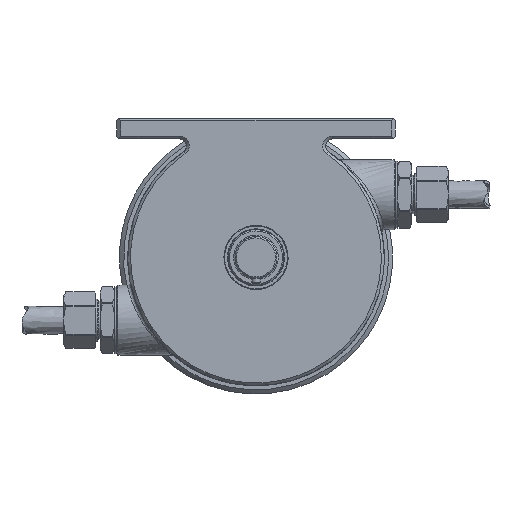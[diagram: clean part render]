
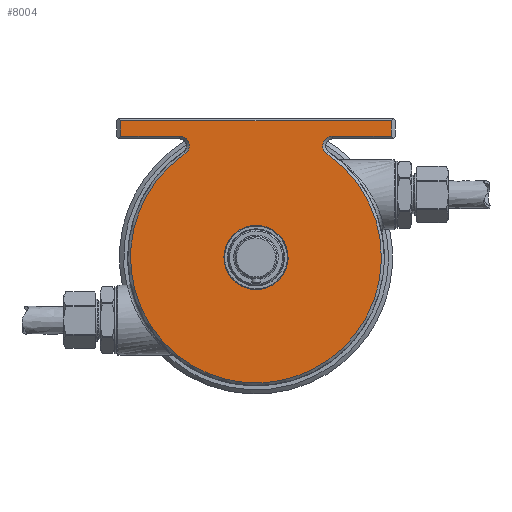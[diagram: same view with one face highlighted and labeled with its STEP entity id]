
A CAD part, front view. The second image highlights one B-rep face of the part: STEP entity #8004.
In plain terms, the highlighted free-form (B-spline) face has degree [1, 1] with [2, 2] control points.
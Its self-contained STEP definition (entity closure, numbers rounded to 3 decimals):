
#7835 = VERTEX_POINT('',#7836);
#7836 = CARTESIAN_POINT('',(-146.901,-131.859,
    34.507));
#7841 = EDGE_CURVE('',#7835,#7842,#7844,.T.);
#7842 = VERTEX_POINT('',#7843);
#7843 = CARTESIAN_POINT('',(-183.146,-131.859,
    34.507));
#7844 = B_SPLINE_CURVE_WITH_KNOTS('',1,(#7845,#7846),.UNSPECIFIED.,.F.,
  .F.,(2,2),(4.854,47.),.PIECEWISE_BEZIER_KNOTS.);
#7845 = CARTESIAN_POINT('',(-146.901,-131.859,
    34.507));
#7846 = CARTESIAN_POINT('',(-183.146,-131.859,
    34.507));
#7861 = EDGE_CURVE('',#7862,#7835,#7864,.T.);
#7862 = VERTEX_POINT('',#7863);
#7863 = CARTESIAN_POINT('',(-143.497,-131.859,
    23.522));
#7864 = ( BOUNDED_CURVE() B_SPLINE_CURVE(2,(#7865,#7866,#7867),
.UNSPECIFIED.,.F.,.F.) B_SPLINE_CURVE_WITH_KNOTS((3,3),(5.013,
7.553),.PIECEWISE_BEZIER_KNOTS.) CURVE() 
GEOMETRIC_REPRESENTATION_ITEM() RATIONAL_B_SPLINE_CURVE((1.,
0.296,1.)) REPRESENTATION_ITEM('') );
#7865 = CARTESIAN_POINT('',(-143.497,-131.859,
    23.522));
#7866 = CARTESIAN_POINT('',(-127.476,-131.859,
    34.507));
#7867 = CARTESIAN_POINT('',(-146.901,-131.859,
    34.507));
#7896 = VERTEX_POINT('',#7897);
#7897 = CARTESIAN_POINT('',(-55.955,-131.859,
    23.522));
#7902 = EDGE_CURVE('',#7896,#7862,#7903,.T.);
#7903 = ( BOUNDED_CURVE() B_SPLINE_CURVE(2,(#7904,#7905,#7906,#7907,
#7908),.UNSPECIFIED.,.F.,.F.) B_SPLINE_CURVE_WITH_KNOTS((3,2,3),(
    2.172,4.712,7.253),
.PIECEWISE_BEZIER_KNOTS.) CURVE() GEOMETRIC_REPRESENTATION_ITEM() 
RATIONAL_B_SPLINE_CURVE((1.,0.296,1.,0.296,1.)) 
REPRESENTATION_ITEM('') );
#7904 = CARTESIAN_POINT('',(-55.955,-131.859,
    23.522));
#7905 = CARTESIAN_POINT('',(150.024,-131.859,
    -117.714));
#7906 = CARTESIAN_POINT('',(-99.726,-131.859,
    -117.714));
#7907 = CARTESIAN_POINT('',(-349.476,-131.859,
    -117.714));
#7908 = CARTESIAN_POINT('',(-143.497,-131.859,
    23.522));
#7941 = EDGE_CURVE('',#7942,#7896,#7944,.T.);
#7942 = VERTEX_POINT('',#7943);
#7943 = CARTESIAN_POINT('',(-52.551,-131.859,
    34.507));
#7944 = ( BOUNDED_CURVE() B_SPLINE_CURVE(2,(#7945,#7946,#7947),
.UNSPECIFIED.,.F.,.F.) B_SPLINE_CURVE_WITH_KNOTS((3,3),(5.013,
7.553),.PIECEWISE_BEZIER_KNOTS.) CURVE() 
GEOMETRIC_REPRESENTATION_ITEM() RATIONAL_B_SPLINE_CURVE((1.,
0.296,1.)) REPRESENTATION_ITEM('') );
#7945 = CARTESIAN_POINT('',(-52.551,-131.859,
    34.507));
#7946 = CARTESIAN_POINT('',(-71.976,-131.859,
    34.507));
#7947 = CARTESIAN_POINT('',(-55.955,-131.859,
    23.522));
#7976 = VERTEX_POINT('',#7977);
#7977 = CARTESIAN_POINT('',(-16.305,-131.859,
    34.507));
#7982 = EDGE_CURVE('',#7976,#7942,#7983,.T.);
#7983 = B_SPLINE_CURVE_WITH_KNOTS('',1,(#7984,#7985),.UNSPECIFIED.,.F.,
  .F.,(2,2),(-47.,-4.854),.PIECEWISE_BEZIER_KNOTS.);
#7984 = CARTESIAN_POINT('',(-16.305,-131.859,
    34.507));
#7985 = CARTESIAN_POINT('',(-52.551,-131.859,
    34.507));
#8004 = ADVANCED_FACE('',(#8005,#8031),#8045,.T.);
#8005 = FACE_BOUND('',#8006,.T.);
#8006 = EDGE_LOOP('',(#8007,#8008,#8009,#8010,#8011,#8012,#8019,#8026));
#8007 = ORIENTED_EDGE('',*,*,#7841,.F.);
#8008 = ORIENTED_EDGE('',*,*,#7861,.F.);
#8009 = ORIENTED_EDGE('',*,*,#7902,.F.);
#8010 = ORIENTED_EDGE('',*,*,#7941,.F.);
#8011 = ORIENTED_EDGE('',*,*,#7982,.F.);
#8012 = ORIENTED_EDGE('',*,*,#8013,.F.);
#8013 = EDGE_CURVE('',#8014,#7976,#8016,.T.);
#8014 = VERTEX_POINT('',#8015);
#8015 = CARTESIAN_POINT('',(-16.305,-131.859,
    43.967));
#8016 = B_SPLINE_CURVE_WITH_KNOTS('',1,(#8017,#8018),.UNSPECIFIED.,.F.,
  .F.,(2,2),(-48.,-37.),.PIECEWISE_BEZIER_KNOTS.);
#8017 = CARTESIAN_POINT('',(-16.305,-131.859,
    43.967));
#8018 = CARTESIAN_POINT('',(-16.305,-131.859,
    34.507));
#8019 = ORIENTED_EDGE('',*,*,#8020,.F.);
#8020 = EDGE_CURVE('',#8021,#8014,#8023,.T.);
#8021 = VERTEX_POINT('',#8022);
#8022 = CARTESIAN_POINT('',(-183.146,-131.859,
    43.967));
#8023 = B_SPLINE_CURVE_WITH_KNOTS('',1,(#8024,#8025),.UNSPECIFIED.,.F.,
  .F.,(2,2),(-47.,147.),.PIECEWISE_BEZIER_KNOTS.);
#8024 = CARTESIAN_POINT('',(-183.146,-131.859,
    43.967));
#8025 = CARTESIAN_POINT('',(-16.305,-131.859,
    43.967));
#8026 = ORIENTED_EDGE('',*,*,#8027,.F.);
#8027 = EDGE_CURVE('',#7842,#8021,#8028,.T.);
#8028 = B_SPLINE_CURVE_WITH_KNOTS('',1,(#8029,#8030),.UNSPECIFIED.,.F.,
  .F.,(2,2),(137.,148.),.PIECEWISE_BEZIER_KNOTS.);
#8029 = CARTESIAN_POINT('',(-183.146,-131.859,
    34.507));
#8030 = CARTESIAN_POINT('',(-183.146,-131.859,
    43.967));
#8031 = FACE_BOUND('',#8032,.T.);
#8032 = EDGE_LOOP('',(#8033));
#8033 = ORIENTED_EDGE('',*,*,#8034,.T.);
#8034 = EDGE_CURVE('',#8035,#8035,#8037,.T.);
#8035 = VERTEX_POINT('',#8036);
#8036 = CARTESIAN_POINT('',(-119.506,-131.859,
    -40.313));
#8037 = ( BOUNDED_CURVE() B_SPLINE_CURVE(2,(#8038,#8039,#8040,#8041,
#8042,#8043,#8044),.UNSPECIFIED.,.T.,.F.) B_SPLINE_CURVE_WITH_KNOTS((3,2
    ,2,3),(3.142,5.236,7.33,9.425),
.PIECEWISE_BEZIER_KNOTS.) CURVE() GEOMETRIC_REPRESENTATION_ITEM() 
RATIONAL_B_SPLINE_CURVE((1.,0.5,1.,0.5,1.,0.5,1.)) REPRESENTATION_ITEM(
  '') );
#8038 = CARTESIAN_POINT('',(-119.506,-131.859,
    -40.313));
#8039 = CARTESIAN_POINT('',(-119.506,-131.859,
    -6.053));
#8040 = CARTESIAN_POINT('',(-89.836,-131.859,
    -23.183));
#8041 = CARTESIAN_POINT('',(-60.166,-131.859,
    -40.313));
#8042 = CARTESIAN_POINT('',(-89.836,-131.859,
    -57.443));
#8043 = CARTESIAN_POINT('',(-119.506,-131.859,
    -74.573));
#8044 = CARTESIAN_POINT('',(-119.506,-131.859,
    -40.313));
#8045 = B_SPLINE_SURFACE_WITH_KNOTS('',1,1,(
    (#8046,#8047)
    ,(#8048,#8049
    )),.UNSPECIFIED.,.F.,.F.,.F.,(2,2),(2,2),(-97.,97.),(-98.,90.),
  .PIECEWISE_BEZIER_KNOTS.);
#8046 = CARTESIAN_POINT('',(-16.305,-131.859,
    43.967));
#8047 = CARTESIAN_POINT('',(-16.305,-131.859,
    -117.714));
#8048 = CARTESIAN_POINT('',(-183.146,-131.859,
    43.967));
#8049 = CARTESIAN_POINT('',(-183.146,-131.859,
    -117.714));
